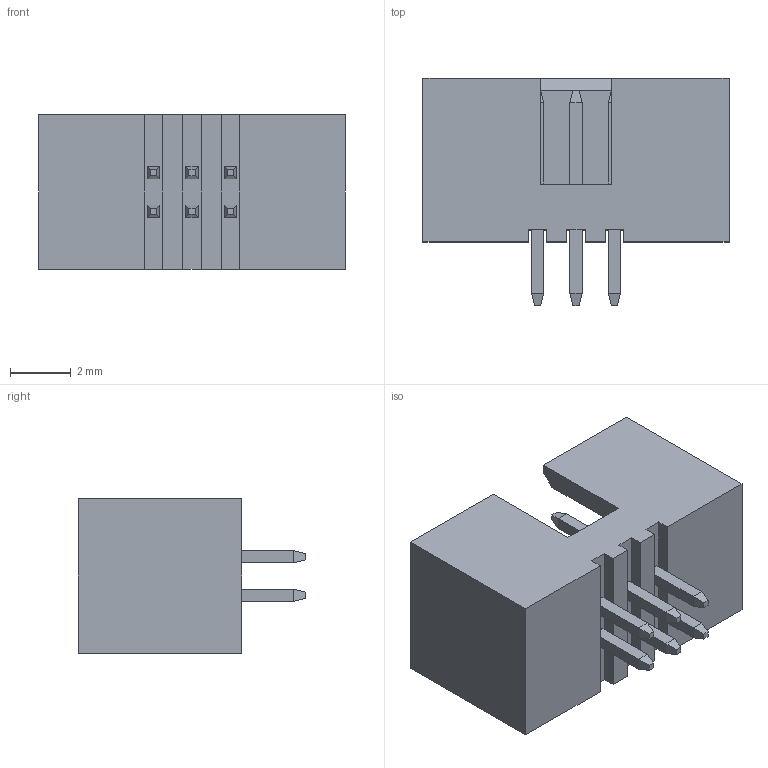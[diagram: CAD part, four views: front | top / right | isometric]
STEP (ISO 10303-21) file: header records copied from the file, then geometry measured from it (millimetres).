
FILE_DESCRIPTION(/* description */ (''),/* implementation_level */ '2;1');
FILE_NAME(/* name */ 'IDC_1.27mm_2x3.stp',/* time_stamp */ '2023-12-07T22:12:02+03:00',/* author */ (''),/* organization */ (''),/* preprocessor_version */ 'ST-DEVELOPER v20',/* originating_system */ 'Autodesk Translation Framework v12.14.0.127',/* authorisation */ '');
FILE_SCHEMA (('AUTOMOTIVE_DESIGN { 1 0 10303 214 3 1 1 }'));
Length unit declared in the file: millimetre
Products named in the file (1): idc connector
Bounding box: 10.11 x 7.5 x 5.1 mm (x, y, z)
Volume: 159.4 mm3; surface area: 427.7 mm2
Topology: 7 solids, 7 shells, 139 faces, 323 edges, 198 vertices
Faces by surface type: plane 139
Entity records: 3866 total; most frequent: CARTESIAN_POINT 661, ORIENTED_EDGE 646, DIRECTION 603, LINE 323, VECTOR 323, EDGE_CURVE 323, VERTEX_POINT 198, EDGE_LOOP 151
